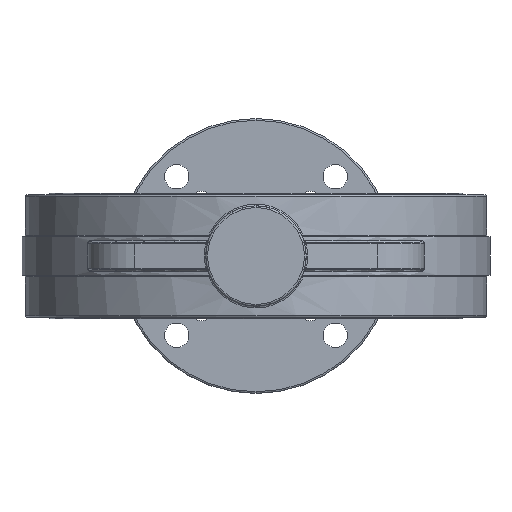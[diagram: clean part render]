
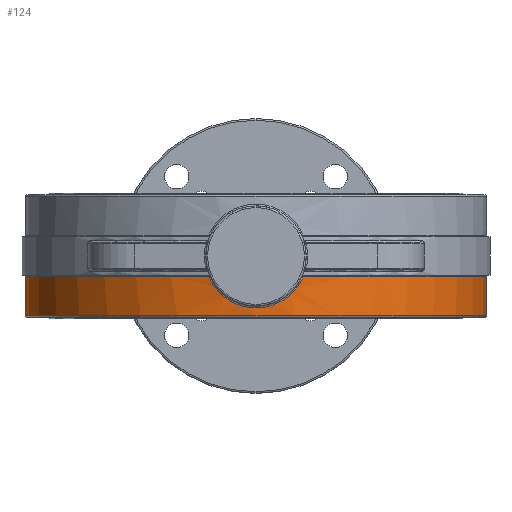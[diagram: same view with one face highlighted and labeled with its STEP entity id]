
A CAD part, front view. The second image highlights one B-rep face of the part: STEP entity #124.
In plain terms, the highlighted cylindrical face has radius 104.902 mm (diameter 209.804 mm), a partial arc.
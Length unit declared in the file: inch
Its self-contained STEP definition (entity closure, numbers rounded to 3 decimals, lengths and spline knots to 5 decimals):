
#91 = CARTESIAN_POINT ( 'NONE',  ( -0.75839, -4.05984, -0.52977 ) ) ;
#124 = ADVANCED_FACE ( 'NONE', ( #4258 ), #3493, .T. ) ;
#159 = CARTESIAN_POINT ( 'NONE',  ( -0.1779, -4.12622, -0.91157 ) ) ;
#198 = ORIENTED_EDGE ( 'NONE', *, *, #8561, .T. ) ;
#317 = DIRECTION ( 'NONE',  ( 0., 0., -1. ) ) ;
#519 = DIRECTION ( 'NONE',  ( -1., 0., 0. ) ) ;
#631 = EDGE_CURVE ( 'NONE', #5584, #1811, #4112, .T. ) ;
#863 = CARTESIAN_POINT ( 'NONE',  ( 0.22129, -4.12429, -0.90271 ) ) ;
#960 = CARTESIAN_POINT ( 'NONE',  ( 0.8049, -4.05088, -0.45482 ) ) ;
#1051 = CARTESIAN_POINT ( 'NONE',  ( -0.80516, -4.05083, -0.45434 ) ) ;
#1088 = CARTESIAN_POINT ( 'NONE',  ( -4.13, 0., -1.06575 ) ) ;
#1141 = CARTESIAN_POINT ( 'NONE',  ( 0.84384, -4.04287, -0.37375 ) ) ;
#1217 = CARTESIAN_POINT ( 'NONE',  ( 0., 0., -0.37375 ) ) ;
#1374 = DIRECTION ( 'NONE',  ( 1., 0., 0. ) ) ;
#1518 = LINE ( 'NONE', #5453, #12666 ) ;
#1642 = AXIS2_PLACEMENT_3D ( 'NONE', #6196, #5284, #519 ) ;
#1811 = VERTEX_POINT ( 'NONE', #2675 ) ;
#1846 = CARTESIAN_POINT ( 'NONE',  ( -0.15574, -4.12712, -0.91568 ) ) ;
#1873 = VERTEX_POINT ( 'NONE', #3382 ) ;
#1937 = CARTESIAN_POINT ( 'NONE',  ( 0.75795, -4.05992, -0.53042 ) ) ;
#1973 = CARTESIAN_POINT ( 'NONE',  ( -0.84384, -4.04287, -0.37375 ) ) ;
#2041 = ORIENTED_EDGE ( 'NONE', *, *, #7545, .T. ) ;
#2094 = CARTESIAN_POINT ( 'NONE',  ( -0.64375, -4.07966, -0.66621 ) ) ;
#2675 = CARTESIAN_POINT ( 'NONE',  ( -4.13, 0., -0.37375 ) ) ;
#2943 = CARTESIAN_POINT ( 'NONE',  ( -0.04504, -4.12999, -0.92872 ) ) ;
#3009 = CARTESIAN_POINT ( 'NONE',  ( -0.82588, -4.04662, -0.41493 ) ) ;
#3123 = CARTESIAN_POINT ( 'NONE',  ( 4.13, 0., 1.097 ) ) ;
#3132 = CARTESIAN_POINT ( 'NONE',  ( -0.46778, -4.10347, -0.80059 ) ) ;
#3233 = DIRECTION ( 'NONE',  ( 1., 0., 0. ) ) ;
#3381 = CARTESIAN_POINT ( 'NONE',  ( 0., 0., -1.06575 ) ) ;
#3382 = CARTESIAN_POINT ( 'NONE',  ( 4.13, 0., -1.06575 ) ) ;
#3493 = CYLINDRICAL_SURFACE ( 'NONE', #1642, 4.13 ) ;
#3734 = DIRECTION ( 'NONE',  ( 0., 0., -1. ) ) ;
#3843 = CARTESIAN_POINT ( 'NONE',  ( -0.42877, -4.10773, -0.82246 ) ) ;
#3905 = CARTESIAN_POINT ( 'NONE',  ( -0.57775, -4.08953, -0.72504 ) ) ;
#3933 = CARTESIAN_POINT ( 'NONE',  ( 0.57726, -4.0896, -0.72547 ) ) ;
#3962 = CARTESIAN_POINT ( 'NONE',  ( -0.73235, -4.06466, -0.56579 ) ) ;
#4024 = CARTESIAN_POINT ( 'NONE',  ( -0.67474, -4.07461, -0.63435 ) ) ;
#4084 = CARTESIAN_POINT ( 'NONE',  ( -0.34866, -4.11545, -0.86091 ) ) ;
#4105 = CARTESIAN_POINT ( 'NONE',  ( 0.67445, -4.07459, -0.63347 ) ) ;
#4112 = CIRCLE ( 'NONE', #11307, 4.13 ) ;
#4130 = CARTESIAN_POINT ( 'NONE',  ( 4.13, 0., -0.37375 ) ) ;
#4258 = FACE_OUTER_BOUND ( 'NONE', #11639, .T. ) ;
#4528 = VERTEX_POINT ( 'NONE', #1088 ) ;
#4703 = DIRECTION ( 'NONE',  ( 1., 0., 0. ) ) ;
#4899 = CARTESIAN_POINT ( 'NONE',  ( 0.73197, -4.06472, -0.56623 ) ) ;
#5016 = CARTESIAN_POINT ( 'NONE',  ( 0.46832, -4.10353, -0.80118 ) ) ;
#5051 = CARTESIAN_POINT ( 'NONE',  ( -0.0894, -4.12927, -0.92547 ) ) ;
#5068 = AXIS2_PLACEMENT_3D ( 'NONE', #3381, #7317, #1374 ) ;
#5193 = EDGE_CURVE ( 'NONE', #7099, #1873, #6926, .T. ) ;
#5284 = DIRECTION ( 'NONE',  ( 0., 0., -1. ) ) ;
#5446 = CIRCLE ( 'NONE', #11197, 4.13 ) ;
#5453 = CARTESIAN_POINT ( 'NONE',  ( -4.13, 0., 1.097 ) ) ;
#5584 = VERTEX_POINT ( 'NONE', #6912 ) ;
#5596 = CARTESIAN_POINT ( 'NONE',  ( 0., 0., -0.37375 ) ) ;
#5961 = CARTESIAN_POINT ( 'NONE',  ( 0.11095, -4.12857, -0.92228 ) ) ;
#5986 = CARTESIAN_POINT ( 'NONE',  ( 0.6893, -4.0721, -0.61703 ) ) ;
#6019 = CARTESIAN_POINT ( 'NONE',  ( 0.34828, -4.11534, -0.8602 ) ) ;
#6108 = CARTESIAN_POINT ( 'NONE',  ( 0.42969, -4.10779, -0.8229 ) ) ;
#6196 = CARTESIAN_POINT ( 'NONE',  ( 0., 0., 1.097 ) ) ;
#6813 = ORIENTED_EDGE ( 'NONE', *, *, #10759, .T. ) ;
#6912 = CARTESIAN_POINT ( 'NONE',  ( -0.84384, -4.04287, -0.37375 ) ) ;
#6926 = LINE ( 'NONE', #3123, #8088 ) ;
#7052 = CARTESIAN_POINT ( 'NONE',  ( 0.1777, -4.12642, -0.91245 ) ) ;
#7099 = VERTEX_POINT ( 'NONE', #4130 ) ;
#7317 = DIRECTION ( 'NONE',  ( 0., 0., 1. ) ) ;
#7545 = EDGE_CURVE ( 'NONE', #7099, #11220, #5446, .T. ) ;
#7841 = CARTESIAN_POINT ( 'NONE',  ( 0.08854, -4.12911, -0.92473 ) ) ;
#7864 = CARTESIAN_POINT ( 'NONE',  ( 0.5421, -4.09444, -0.75247 ) ) ;
#7895 = CARTESIAN_POINT ( 'NONE',  ( 0.04394, -4.12983, -0.92797 ) ) ;
#7958 = CARTESIAN_POINT ( 'NONE',  ( -0.22174, -4.1241, -0.90176 ) ) ;
#8039 = CARTESIAN_POINT ( 'NONE',  ( 0.62731, -4.08211, -0.68087 ) ) ;
#8088 = VECTOR ( 'NONE', #9821, 39.37008 ) ;
#8561 = EDGE_CURVE ( 'NONE', #11220, #5584, #12035, .T. ) ;
#8809 = CARTESIAN_POINT ( 'NONE',  ( -0.30726, -4.11878, -0.87678 ) ) ;
#8985 = CARTESIAN_POINT ( 'NONE',  ( 0.30647, -4.11867, -0.8762 ) ) ;
#9165 = CARTESIAN_POINT ( 'NONE',  ( 0.84384, -4.04287, -0.37375 ) ) ;
#9172 = CIRCLE ( 'NONE', #5068, 4.13 ) ;
#9392 = DIRECTION ( 'NONE',  ( 0., 0., -1. ) ) ;
#9821 = DIRECTION ( 'NONE',  ( 0., 0., -1. ) ) ;
#9888 = CARTESIAN_POINT ( 'NONE',  ( -0.24335, -4.12288, -0.89608 ) ) ;
#10400 = EDGE_CURVE ( 'NONE', #1811, #4528, #1518, .T. ) ;
#10726 = CARTESIAN_POINT ( 'NONE',  ( -0.5427, -4.09436, -0.75205 ) ) ;
#10759 = EDGE_CURVE ( 'NONE', #4528, #1873, #9172, .T. ) ;
#10792 = CARTESIAN_POINT ( 'NONE',  ( 0.28534, -4.12019, -0.88342 ) ) ;
#10824 = CARTESIAN_POINT ( 'NONE',  ( 0.82588, -4.04662, -0.41493 ) ) ;
#11197 = AXIS2_PLACEMENT_3D ( 'NONE', #5596, #3734, #4703 ) ;
#11220 = VERTEX_POINT ( 'NONE', #9165 ) ;
#11307 = AXIS2_PLACEMENT_3D ( 'NONE', #1217, #317, #3233 ) ;
#11639 = EDGE_LOOP ( 'NONE', ( #11990, #2041, #198, #12522, #11948, #6813 ) ) ;
#11687 = CARTESIAN_POINT ( 'NONE',  ( -0.48697, -4.10123, -0.78888 ) ) ;
#11741 = CARTESIAN_POINT ( 'NONE',  ( -0.40897, -4.10975, -0.83263 ) ) ;
#11803 = CARTESIAN_POINT ( 'NONE',  ( 0.02167, -4.13, -0.92876 ) ) ;
#11948 = ORIENTED_EDGE ( 'NONE', *, *, #10400, .T. ) ;
#11990 = ORIENTED_EDGE ( 'NONE', *, *, #5193, .F. ) ;
#12035 = B_SPLINE_CURVE_WITH_KNOTS ( 'NONE', 3,
 ( #1141, #10824, #960, #1937, #4899, #5986, #4105, #12739, #8039, #3933, #7864, #5016, #6108, #12717, #6019, #8985, #10792, #863, #7052, #5961, #7841, #7895, #11803, #2943, #5051, #1846, #159, #7958, #9888, #8809, #4084, #11741, #3843, #3132, #11687, #10726, #3905, #2094, #4024, #3962, #91, #1051, #3009, #1973 ),
 .UNSPECIFIED., .F., .F.,
 ( 4, 2, 2, 2, 2, 2, 2, 2, 2, 2, 2, 2, 2, 2, 2, 2, 2, 2, 2, 2, 2, 4 ),
 ( 0., 0.00343, 0.00686, 0.00858, 0.0103, 0.01373, 0.01716, 0.01888, 0.02059, 0.02403, 0.02574, 0.02746, 0.03089, 0.03261, 0.03432, 0.03776, 0.03947, 0.04119, 0.04462, 0.04805, 0.05148, 0.05492 ),
 .UNSPECIFIED. ) ;
#12522 = ORIENTED_EDGE ( 'NONE', *, *, #631, .T. ) ;
#12666 = VECTOR ( 'NONE', #9392, 39.37008 ) ;
#12717 = CARTESIAN_POINT ( 'NONE',  ( 0.36902, -4.11353, -0.85137 ) ) ;
#12739 = CARTESIAN_POINT ( 'NONE',  ( 0.64349, -4.07959, -0.66536 ) ) ;
